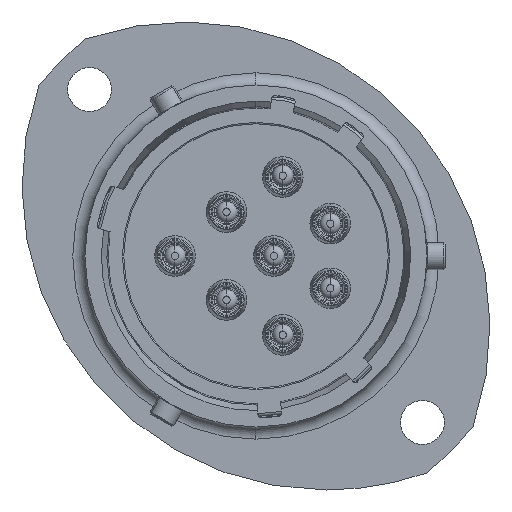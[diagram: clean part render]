
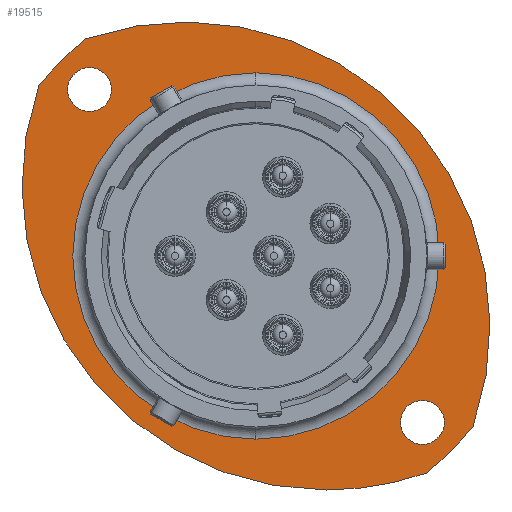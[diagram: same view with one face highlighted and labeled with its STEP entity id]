
A CAD part, left-side view. The second image highlights one B-rep face of the part: STEP entity #19515.
In plain terms, the highlighted planar face has unit normal (-1, 0, 0).
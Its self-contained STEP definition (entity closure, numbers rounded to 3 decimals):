
#41 = AXIS2_PLACEMENT_3D ( 'NONE', #10413, #8097, #18391 ) ;
#697 = DIRECTION ( 'NONE',  ( 1., 0., 0. ) ) ;
#967 = EDGE_LOOP ( 'NONE', ( #23218, #16969, #20987, #6278, #19850 ) ) ;
#1038 = DIRECTION ( 'NONE',  ( 0., 0., 1. ) ) ;
#1055 = VERTEX_POINT ( 'NONE', #5327 ) ;
#1074 = CIRCLE ( 'NONE', #9380, 1.625 ) ;
#3281 = VERTEX_POINT ( 'NONE', #20334 ) ;
#3577 = VERTEX_POINT ( 'NONE', #12922 ) ;
#4568 = CARTESIAN_POINT ( 'NONE',  ( 8.269, -19.234, -8.554 ) ) ;
#4635 = PLANE ( 'NONE',  #17102 ) ;
#4953 = AXIS2_PLACEMENT_3D ( 'NONE', #23242, #697, #25290 ) ;
#4966 = EDGE_CURVE ( 'NONE', #21937, #3577, #1074, .T. ) ;
#5228 = EDGE_CURVE ( 'NONE', #13400, #18384, #9006, .T. ) ;
#5327 = CARTESIAN_POINT ( 'NONE',  ( 8.269, 9.407, 20.087 ) ) ;
#5426 = CIRCLE ( 'NONE', #17939, 22.5 ) ;
#5761 = ORIENTED_EDGE ( 'NONE', *, *, #9023, .F. ) ;
#5972 = DIRECTION ( 'NONE',  ( -1., 0., 0. ) ) ;
#6149 = DIRECTION ( 'NONE',  ( 0., 0., -1. ) ) ;
#6182 = DIRECTION ( 'NONE',  ( -1., 0., 0. ) ) ;
#6254 = FACE_OUTER_BOUND ( 'NONE', #967, .T. ) ;
#6278 = ORIENTED_EDGE ( 'NONE', *, *, #23192, .T. ) ;
#6377 = DIRECTION ( 'NONE',  ( -1., 0., 0. ) ) ;
#6881 = FACE_BOUND ( 'NONE', #12651, .T. ) ;
#7208 = DIRECTION ( 'NONE',  ( -1., 0., 0. ) ) ;
#7951 = DIRECTION ( 'NONE',  ( 0., 0., -1. ) ) ;
#8019 = DIRECTION ( 'NONE',  ( 0., 0., -1. ) ) ;
#8095 = EDGE_CURVE ( 'NONE', #15833, #17755, #15757, .T. ) ;
#8097 = DIRECTION ( 'NONE',  ( -1., 0., 0. ) ) ;
#8218 = VERTEX_POINT ( 'NONE', #12430 ) ;
#8472 = EDGE_CURVE ( 'NONE', #3577, #21937, #15358, .T. ) ;
#9006 = CIRCLE ( 'NONE', #4953, 13.545 ) ;
#9023 = EDGE_CURVE ( 'NONE', #8218, #9794, #18098, .T. ) ;
#9181 = ORIENTED_EDGE ( 'NONE', *, *, #12914, .F. ) ;
#9380 = AXIS2_PLACEMENT_3D ( 'NONE', #22360, #22450, #9978 ) ;
#9405 = CARTESIAN_POINT ( 'NONE',  ( 8.269, -3.179, 4.032 ) ) ;
#9794 = VERTEX_POINT ( 'NONE', #10530 ) ;
#9978 = DIRECTION ( 'NONE',  ( 0., 0., -1. ) ) ;
#10382 = AXIS2_PLACEMENT_3D ( 'NONE', #14803, #6377, #12497 ) ;
#10413 = CARTESIAN_POINT ( 'NONE',  ( 8.269, -15.482, -8.272 ) ) ;
#10530 = CARTESIAN_POINT ( 'NONE',  ( 8.269, -15.482, -9.897 ) ) ;
#10952 = EDGE_CURVE ( 'NONE', #18384, #13400, #16949, .T. ) ;
#10975 = EDGE_LOOP ( 'NONE', ( #9181, #5761 ) ) ;
#11606 = AXIS2_PLACEMENT_3D ( 'NONE', #9405, #21874, #7951 ) ;
#11718 = FACE_BOUND ( 'NONE', #20148, .T. ) ;
#12084 = CARTESIAN_POINT ( 'NONE',  ( 8.269, 2.018, -1.165 ) ) ;
#12359 = FACE_BOUND ( 'NONE', #10975, .T. ) ;
#12375 = CARTESIAN_POINT ( 'NONE',  ( 8.269, -15.482, -8.272 ) ) ;
#12414 = AXIS2_PLACEMENT_3D ( 'NONE', #24737, #20867, #6149 ) ;
#12430 = CARTESIAN_POINT ( 'NONE',  ( 8.269, -15.482, -6.647 ) ) ;
#12497 = DIRECTION ( 'NONE',  ( 0., 0., 1. ) ) ;
#12651 = EDGE_LOOP ( 'NONE', ( #25482, #18355 ) ) ;
#12777 = EDGE_CURVE ( 'NONE', #17755, #3281, #18122, .T. ) ;
#12914 = EDGE_CURVE ( 'NONE', #9794, #8218, #21202, .T. ) ;
#12922 = CARTESIAN_POINT ( 'NONE',  ( 8.269, 9.125, 14.71 ) ) ;
#13400 = VERTEX_POINT ( 'NONE', #13469 ) ;
#13469 = CARTESIAN_POINT ( 'NONE',  ( 8.269, -3.179, 17.577 ) ) ;
#13861 = DIRECTION ( 'NONE',  ( -1., 0., 0. ) ) ;
#13943 = CARTESIAN_POINT ( 'NONE',  ( 8.269, 9.125, 16.335 ) ) ;
#14641 = CIRCLE ( 'NONE', #10382, 20.4 ) ;
#14803 = CARTESIAN_POINT ( 'NONE',  ( 8.269, -3.179, 4.032 ) ) ;
#15226 = AXIS2_PLACEMENT_3D ( 'NONE', #16271, #16177, #8019 ) ;
#15358 = CIRCLE ( 'NONE', #18320, 1.625 ) ;
#15757 = CIRCLE ( 'NONE', #12414, 22.5 ) ;
#15833 = VERTEX_POINT ( 'NONE', #26742 ) ;
#16177 = DIRECTION ( 'NONE',  ( -1., 0., 0. ) ) ;
#16271 = CARTESIAN_POINT ( 'NONE',  ( 8.269, -8.376, 9.229 ) ) ;
#16428 = DIRECTION ( 'NONE',  ( 0., 0., -1. ) ) ;
#16949 = CIRCLE ( 'NONE', #11606, 13.545 ) ;
#16969 = ORIENTED_EDGE ( 'NONE', *, *, #12777, .T. ) ;
#17008 = CARTESIAN_POINT ( 'NONE',  ( 8.269, -3.179, -9.513 ) ) ;
#17102 = AXIS2_PLACEMENT_3D ( 'NONE', #19159, #23220, #22605 ) ;
#17457 = EDGE_CURVE ( 'NONE', #3281, #19169, #18193, .T. ) ;
#17755 = VERTEX_POINT ( 'NONE', #22660 ) ;
#17939 = AXIS2_PLACEMENT_3D ( 'NONE', #12084, #5972, #20425 ) ;
#18098 = CIRCLE ( 'NONE', #41, 1.625 ) ;
#18122 = CIRCLE ( 'NONE', #15226, 22.5 ) ;
#18193 = CIRCLE ( 'NONE', #20164, 20.4 ) ;
#18320 = AXIS2_PLACEMENT_3D ( 'NONE', #13943, #13861, #22028 ) ;
#18355 = ORIENTED_EDGE ( 'NONE', *, *, #5228, .T. ) ;
#18384 = VERTEX_POINT ( 'NONE', #17008 ) ;
#18391 = DIRECTION ( 'NONE',  ( 0., 0., -1. ) ) ;
#18430 = AXIS2_PLACEMENT_3D ( 'NONE', #12375, #6182, #16428 ) ;
#19117 = ORIENTED_EDGE ( 'NONE', *, *, #8472, .F. ) ;
#19159 = CARTESIAN_POINT ( 'NONE',  ( 8.269, 9.466, 4.032 ) ) ;
#19169 = VERTEX_POINT ( 'NONE', #4568 ) ;
#19515 = ADVANCED_FACE ( 'NONE', ( #12359, #6881, #11718, #6254 ), #4635, .F. ) ;
#19850 = ORIENTED_EDGE ( 'NONE', *, *, #20403, .T. ) ;
#20148 = EDGE_LOOP ( 'NONE', ( #19117, #21968 ) ) ;
#20164 = AXIS2_PLACEMENT_3D ( 'NONE', #21497, #7208, #1038 ) ;
#20334 = CARTESIAN_POINT ( 'NONE',  ( 8.269, -15.764, -12.023 ) ) ;
#20403 = EDGE_CURVE ( 'NONE', #1055, #15833, #14641, .T. ) ;
#20425 = DIRECTION ( 'NONE',  ( 0., 0., -1. ) ) ;
#20867 = DIRECTION ( 'NONE',  ( -1., 0., 0. ) ) ;
#20987 = ORIENTED_EDGE ( 'NONE', *, *, #17457, .T. ) ;
#21202 = CIRCLE ( 'NONE', #18430, 1.625 ) ;
#21497 = CARTESIAN_POINT ( 'NONE',  ( 8.269, -3.179, 4.032 ) ) ;
#21874 = DIRECTION ( 'NONE',  ( 1., 0., 0. ) ) ;
#21937 = VERTEX_POINT ( 'NONE', #23448 ) ;
#21968 = ORIENTED_EDGE ( 'NONE', *, *, #4966, .F. ) ;
#22028 = DIRECTION ( 'NONE',  ( 0., 0., -1. ) ) ;
#22360 = CARTESIAN_POINT ( 'NONE',  ( 8.269, 9.125, 16.335 ) ) ;
#22450 = DIRECTION ( 'NONE',  ( -1., 0., 0. ) ) ;
#22605 = DIRECTION ( 'NONE',  ( 0., 0., -1. ) ) ;
#22660 = CARTESIAN_POINT ( 'NONE',  ( 8.269, -8.376, -13.271 ) ) ;
#23192 = EDGE_CURVE ( 'NONE', #19169, #1055, #5426, .T. ) ;
#23218 = ORIENTED_EDGE ( 'NONE', *, *, #8095, .T. ) ;
#23220 = DIRECTION ( 'NONE',  ( 1., 0., 0. ) ) ;
#23242 = CARTESIAN_POINT ( 'NONE',  ( 8.269, -3.179, 4.032 ) ) ;
#23448 = CARTESIAN_POINT ( 'NONE',  ( 8.269, 9.125, 17.96 ) ) ;
#24737 = CARTESIAN_POINT ( 'NONE',  ( 8.269, -8.376, 9.229 ) ) ;
#25290 = DIRECTION ( 'NONE',  ( 0., 0., -1. ) ) ;
#25482 = ORIENTED_EDGE ( 'NONE', *, *, #10952, .T. ) ;
#26742 = CARTESIAN_POINT ( 'NONE',  ( 8.269, 12.876, 16.617 ) ) ;
